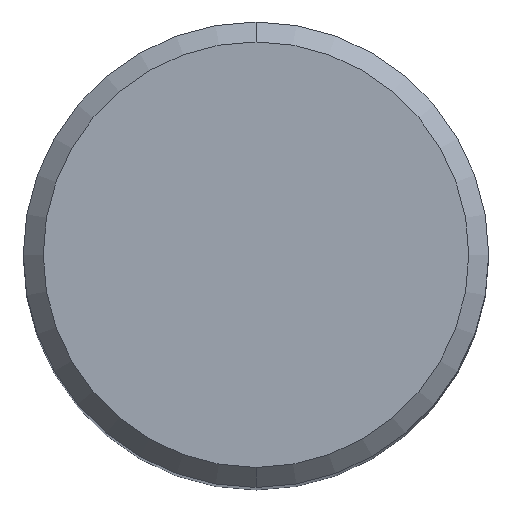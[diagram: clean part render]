
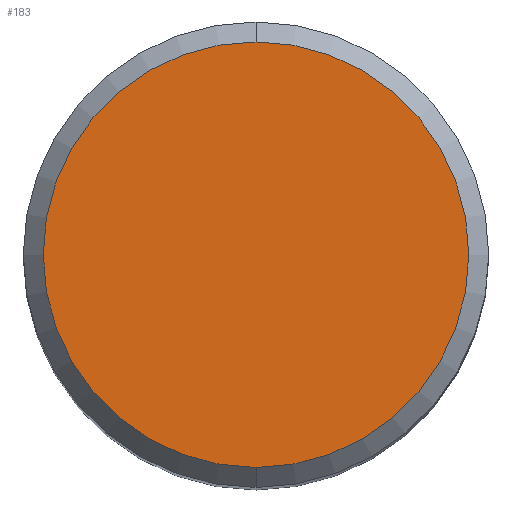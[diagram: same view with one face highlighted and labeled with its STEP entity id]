
A CAD part, top view. The second image highlights one B-rep face of the part: STEP entity #183.
In plain terms, the highlighted planar face has unit normal (0, 0, 1).
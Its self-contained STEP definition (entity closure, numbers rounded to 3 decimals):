
#117=EDGE_CURVE('',#227,#213,#270,.T.);
#183=ADVANCED_FACE('',(#347),#348,.T.);
#213=VERTEX_POINT('',#381);
#221=EDGE_CURVE('',#213,#227,#389,.T.);
#227=VERTEX_POINT('',#395);
#270=CIRCLE('',#433,6.4);
#347=FACE_OUTER_BOUND('',#532,.T.);
#348=PLANE('',#533);
#381=CARTESIAN_POINT('',(0.0,6.4,0.0));
#389=CIRCLE('',#592,6.4);
#395=CARTESIAN_POINT('',(0.,-6.4,0.0));
#433=AXIS2_PLACEMENT_3D('',#623,#624,#625);
#532=EDGE_LOOP('',(#741,#742));
#533=AXIS2_PLACEMENT_3D('',#743,#744,#745);
#592=AXIS2_PLACEMENT_3D('',#789,#790,#791);
#623=CARTESIAN_POINT('',(0.0,0.0,0.0));
#624=DIRECTION('',(0.0,0.0,-1.0));
#625=DIRECTION('',(0.0,1.0,0.0));
#741=ORIENTED_EDGE('',*,*,#221,.F.);
#742=ORIENTED_EDGE('',*,*,#117,.F.);
#743=CARTESIAN_POINT('',(0.0,3.2,0.0));
#744=DIRECTION('',(-0.0,0.0,1.0));
#745=DIRECTION('',(0.0,-1.0,0.0));
#789=CARTESIAN_POINT('',(0.0,0.0,0.0));
#790=DIRECTION('',(0.0,0.0,-1.0));
#791=DIRECTION('',(0.0,1.0,0.0));
